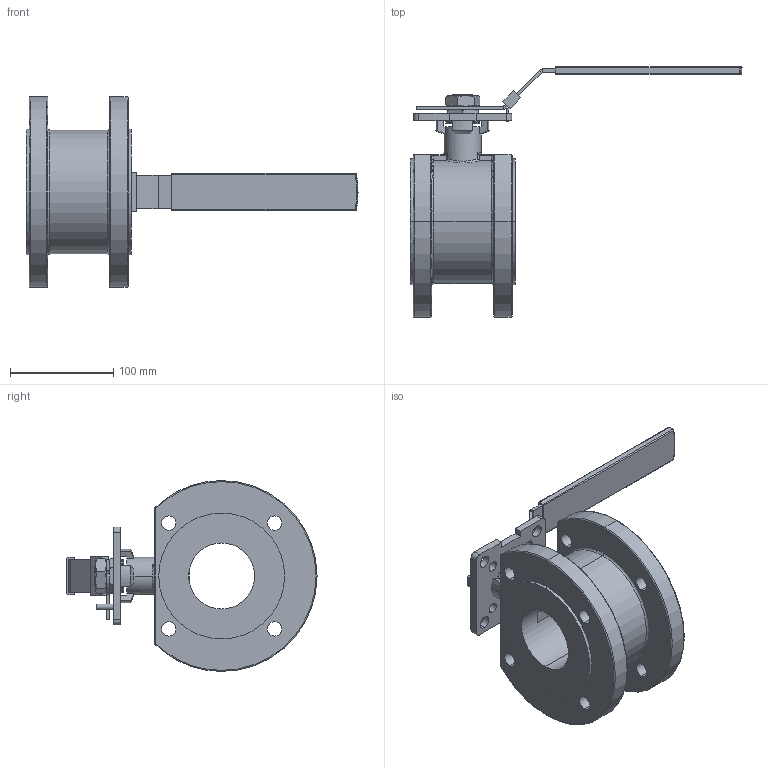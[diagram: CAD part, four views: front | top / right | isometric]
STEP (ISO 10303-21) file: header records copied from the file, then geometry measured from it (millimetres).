
FILE_DESCRIPTION (( 'STEP AP203' ), '1' );
FILE_NAME ('MD-57D-PN16-DN65.STEP', '2019-11-11T02:52:19', ( '' ), ( '' ), 'SwSTEP 2.0', 'SolidWorks 2012', '' );
FILE_SCHEMA (( 'CONFIG_CONTROL_DESIGN' ));
Length unit declared in the file: millimetre
Products named in the file (5): MD-57D-PN16-DN65; Hexagon Thin Nut ISO 4035 - M20 - N_Hexagon Thin Nut ISO 4035 - M20 - N; MD-57-HANDLE_267L; MD-27-DN65-TAB WASHER; MD-57D-PN16-BODY_DN65
Assembly tree (5 placements, depth 2):
  MD-57D-PN16-DN65
    MD-57D-PN16-BODY_DN65
    MD-27-DN65-TAB WASHER
    MD-57-HANDLE_267L
    Hexagon Thin Nut ISO 4035 - M20 - N_Hexagon Thin Nut ISO 4035 - M20 - N  x2
Bounding box: 321.85 x 242.5 x 185 mm (x, y, z)
Volume: 1448315.3 mm3; surface area: 198718.8 mm2
Topology: 7 solids, 7 shells, 336 faces, 845 edges, 506 vertices
Faces by surface type: plane 119, cylinder 116, cone 52, torus 27, sphere 12, bspline 10
Entity records: 10535 total; most frequent: CARTESIAN_POINT 2453, DIRECTION 1644, ORIENTED_EDGE 1538, EDGE_CURVE 769, AXIS2_PLACEMENT_3D 625, VERTEX_POINT 472, VECTOR 394, LINE 394
